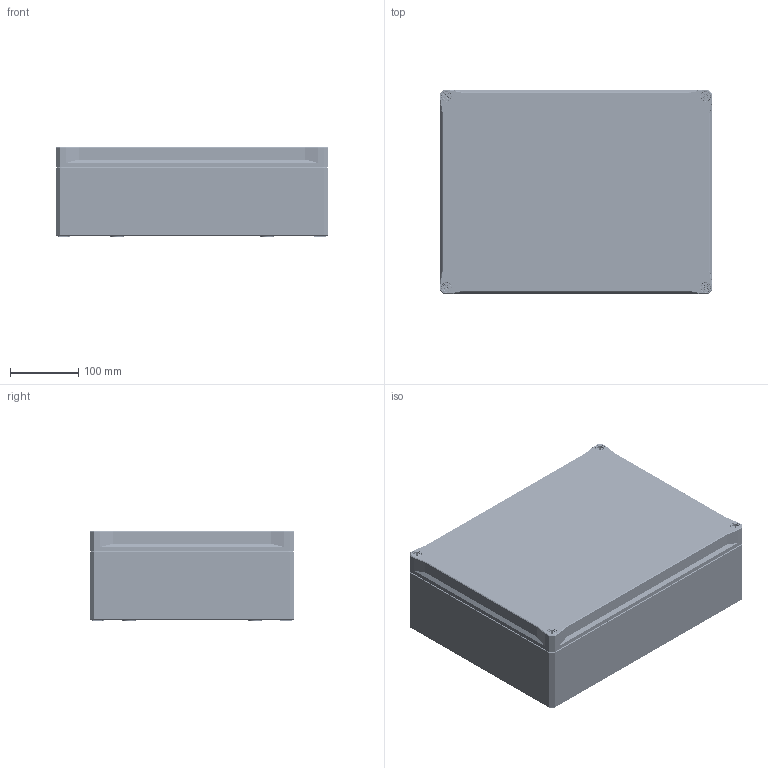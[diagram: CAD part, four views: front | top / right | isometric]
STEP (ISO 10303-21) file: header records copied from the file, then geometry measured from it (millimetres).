
FILE_DESCRIPTION(/* description */ (''),/* implementation_level */ '2;1');
FILE_NAME(/* name */ '0903104330 - MBI-L 403013 OK.stp',/* time_stamp */ '2024-05-29T08:08:58+02:00',/* author */ ('alexander.rose'),/* organization */ (''),/* preprocessor_version */ 'ST-DEVELOPER v18.1',/* originating_system */ 'Autodesk Inventor 2022',/* authorisation */ '');
FILE_SCHEMA (('AUTOMOTIVE_DESIGN { 1 0 10303 214 3 1 1 }'));
Products named in the file (5): 0903104330 - MBI-L 403013 OK; Dichtung_4030xx; 0903104331-OT_403003 Klar; 0901104312-UT_403010 - O; Schraube M14
Assembly tree (7 placements, depth 2):
  0903104330 - MBI-L 403013 OK
    Dichtung_4030xx
    0903104331-OT_403003 Klar
    0901104312-UT_403010 - O
    Schraube M14  x4
Bounding box: 400 x 300 x 132 mm (x, y, z)
Volume: 1977561.1 mm3; surface area: 959268.4 mm2
Topology: 7 solids, 7 shells, 5087 faces, 11270 edges, 6644 vertices
Faces by surface type: plane 1125, torus 1098, bspline 1048, cylinder 908, cone 580, sphere 328
Full cylindrical faces by diameter (mm): 4.2 x116, 8 x4, 14 x8
Entity records: 126093 total; most frequent: CARTESIAN_POINT 38184, DIRECTION 19704, ORIENTED_EDGE 17516, AXIS2_PLACEMENT_3D 8896, EDGE_CURVE 8758, CIRCLE 5446, VERTEX_POINT 5234, EDGE_LOOP 4478
